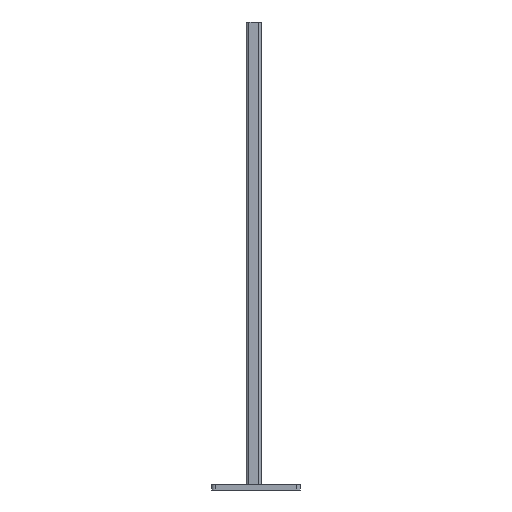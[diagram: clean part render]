
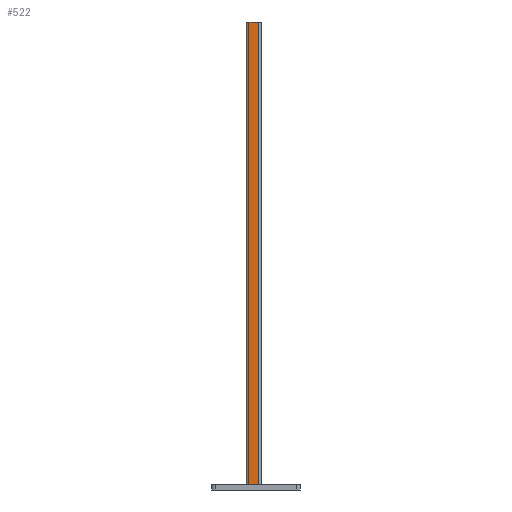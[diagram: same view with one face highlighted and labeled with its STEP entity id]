
A CAD part, left-side view. The second image highlights one B-rep face of the part: STEP entity #522.
In plain terms, the highlighted planar face has unit normal (-1, 0, 0).
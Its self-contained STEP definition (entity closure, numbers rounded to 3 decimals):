
#106 = DIRECTION ( 'NONE',  ( 0., -1., 0. ) ) ;
#107 = CARTESIAN_POINT ( 'NONE',  ( -20.5, 17.5, 650. ) ) ;
#108 = CARTESIAN_POINT ( 'NONE',  ( -20.5, 0., 0. ) ) ;
#113 = CARTESIAN_POINT ( 'NONE',  ( -20.5, 3.5, 650. ) ) ;
#114 = DIRECTION ( 'NONE',  ( 0., 0., -1. ) ) ;
#122 = DIRECTION ( 'NONE',  ( 0., 0., -1. ) ) ;
#182 = DIRECTION ( 'NONE',  ( 0., -1., 0. ) ) ;
#184 = CARTESIAN_POINT ( 'NONE',  ( -20.5, 0., 650. ) ) ;
#266 = AXIS2_PLACEMENT_3D ( 'NONE', #1668, #740, #980 ) ;
#326 = FACE_OUTER_BOUND ( 'NONE', #1018, .T. ) ;
#522 = ADVANCED_FACE ( 'NONE', ( #326 ), #1664, .F. ) ;
#740 = DIRECTION ( 'NONE',  ( 1., 0., 0. ) ) ;
#980 = DIRECTION ( 'NONE',  ( 0., 1., 0. ) ) ;
#1018 = EDGE_LOOP ( 'NONE', ( #3269, #3270, #3271, #3262 ) ) ;
#1570 = EDGE_CURVE ( 'NONE', #2553, #2544, #3018, .T. ) ;
#1589 = EDGE_CURVE ( 'NONE', #2544, #2530, #3035, .T. ) ;
#1590 = EDGE_CURVE ( 'NONE', #2347, #2530, #3050, .T. ) ;
#1592 = EDGE_CURVE ( 'NONE', #2553, #2347, #3054, .T. ) ;
#1664 = PLANE ( 'NONE',  #266 ) ;
#1668 = CARTESIAN_POINT ( 'NONE',  ( -20.5, 0., 650. ) ) ;
#2042 = CARTESIAN_POINT ( 'NONE',  ( -20.5, 17.5, 0. ) ) ;
#2173 = CARTESIAN_POINT ( 'NONE',  ( -20.5, 3.5, 0. ) ) ;
#2183 = CARTESIAN_POINT ( 'NONE',  ( -20.5, 3.5, 650. ) ) ;
#2186 = CARTESIAN_POINT ( 'NONE',  ( -20.5, 17.5, 650. ) ) ;
#2347 = VERTEX_POINT ( 'NONE', #2042 ) ;
#2530 = VERTEX_POINT ( 'NONE', #2173 ) ;
#2544 = VERTEX_POINT ( 'NONE', #2183 ) ;
#2553 = VERTEX_POINT ( 'NONE', #2186 ) ;
#3018 = LINE ( 'NONE', #184, #3021 ) ;
#3021 = VECTOR ( 'NONE', #182, 1000. ) ;
#3035 = LINE ( 'NONE', #113, #3051 ) ;
#3050 = LINE ( 'NONE', #108, #3053 ) ;
#3051 = VECTOR ( 'NONE', #122, 1000. ) ;
#3053 = VECTOR ( 'NONE', #106, 1000. ) ;
#3054 = LINE ( 'NONE', #107, #3056 ) ;
#3056 = VECTOR ( 'NONE', #114, 1000. ) ;
#3262 = ORIENTED_EDGE ( 'NONE', *, *, #1592, .T. ) ;
#3269 = ORIENTED_EDGE ( 'NONE', *, *, #1590, .T. ) ;
#3270 = ORIENTED_EDGE ( 'NONE', *, *, #1589, .F. ) ;
#3271 = ORIENTED_EDGE ( 'NONE', *, *, #1570, .F. ) ;
